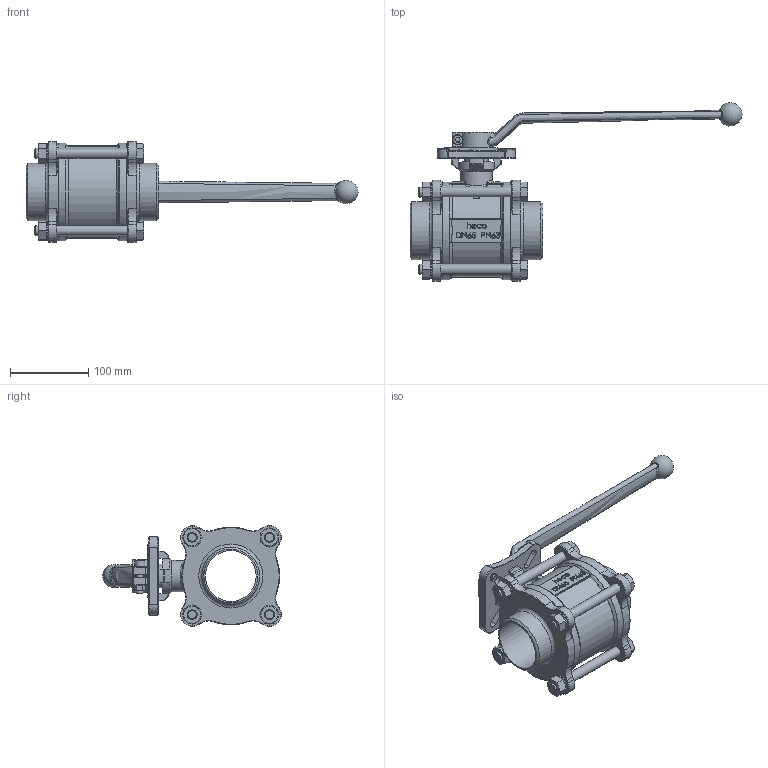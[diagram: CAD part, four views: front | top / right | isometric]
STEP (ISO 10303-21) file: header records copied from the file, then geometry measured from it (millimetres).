
FILE_DESCRIPTION (( 'STEP AP214' ), '1' );
FILE_NAME ('K3DA-212-0SS-4 Kugelhahn 3-teilig heco step214.STEP', '2013-03-06T14:46:11', ( 'test' ), ( '' ), 'SwSTEP 2.0', 'SolidWorks 2011', '' );
FILE_SCHEMA (( 'AUTOMOTIVE_DESIGN' ));
Length unit declared in the file: millimetre
Products named in the file (1): K3DA-212-0SS-4 Kugelhahn 3-teilig heco step214
Bounding box: 425 x 228.33 x 128.99 mm (x, y, z)
Volume: 1405308.5 mm3; surface area: 217573.7 mm2
Topology: 2 solids, 2 shells, 1317 faces, 3310 edges, 2025 vertices
Faces by surface type: plane 451, bspline 344, cylinder 261, torus 146, cone 92, sphere 23
Full cylindrical faces by diameter (mm): 8 x2, 11 x1, 12.7 x8, 13 x1, 14 x8, 24 x4, 30 x1, 40 x1, 43 x2, 48 x1, 65 x1, 74 x2, 124.98 x2, 125 x2
Entity records: 70823 total; most frequent: CARTESIAN_POINT 27731, ORIENTED_EDGE 6364, DIRECTION 5098, EDGE_CURVE 3182, VERTEX_POINT 2000, AXIS2_PLACEMENT_3D 1846, EDGE_LOOP 1480, LINE 1406
